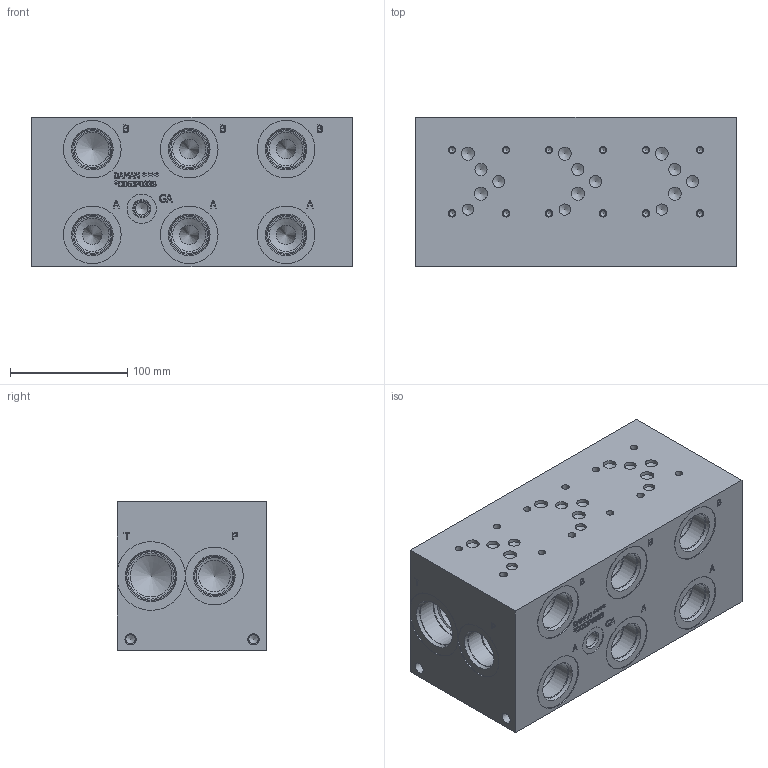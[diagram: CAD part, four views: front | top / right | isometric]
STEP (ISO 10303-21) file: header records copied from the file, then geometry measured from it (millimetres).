
FILE_DESCRIPTION(/* description */ (''),/* implementation_level */ '2;1');
FILE_NAME(/* name */ '_D05JP033S.stp',/* time_stamp */ '2022-10-20T13:08:37-04:00',/* author */ ('mikeh'),/* organization */ (''),/* preprocessor_version */ 'ST-DEVELOPER v18',/* originating_system */ 'Autodesk Inventor 2020',/* authorisation */ '');
FILE_SCHEMA (('AUTOMOTIVE_DESIGN { 1 0 10303 214 3 1 1 }'));
Length unit declared in the file: millimetre
Products named in the file (1): Part_AD05JP033S_3D
Bounding box: 273.05 x 127 x 127 mm (x, y, z)
Volume: 4039960.4 mm3; surface area: 221109.5 mm2
Topology: 1 solids, 1 shells, 783 faces, 2126 edges, 1431 vertices
Faces by surface type: plane 396, bspline 192, cylinder 108, cone 87
Full cylindrical faces by diameter (mm): 5.105 x12, 6.35 x12, 7.925 x4, 9.525 x7, 10.312 x6, 10.719 x1, 11.125 x6, 12.9 x1, 14.275 x1, 14.529 x1, 25.019 x1, 27 x2, 28.575 x6, 31.267 x8, 33.34 x2, 33.35 x6, 33.757 x8, 35.509 x6, 35.712 x2, 39.218 x2, 41.275 x1, 41.28 x1, 41.758 x1, 43.51 x1, 49.124 x8
Entity records: 26088 total; most frequent: CARTESIAN_POINT 6795, ORIENTED_EDGE 4168, DIRECTION 3273, EDGE_CURVE 2084, VERTEX_POINT 1431, LINE 1311, VECTOR 1311, AXIS2_PLACEMENT_3D 981
